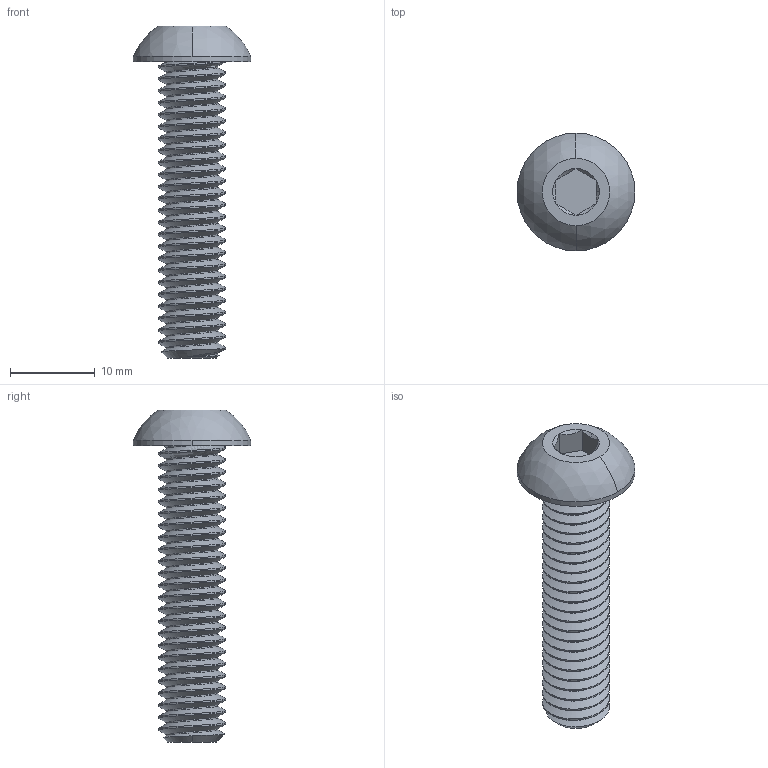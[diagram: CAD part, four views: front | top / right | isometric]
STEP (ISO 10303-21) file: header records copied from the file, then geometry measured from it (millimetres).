
FILE_DESCRIPTION (( 'STEP AP203' ), '1' );
FILE_NAME ('91255A034_ALLOY STEEL BUTTON-HEAD SOCKET CAP SCREW_91255A034_sldprt.STEP', '2023-01-20T01:34:28', ( '' ), ( '' ), 'SwSTEP 2.0', 'SolidWorks 2022', '' );
FILE_SCHEMA (( 'CONFIG_CONTROL_DESIGN' ));
Length unit declared in the file: inch
Products named in the file (1): 91255A034_ALLOY STEEL BUTTON-HEAD SOCKET CAP SCREW_91255A034_sldprt
Bounding box: 13.89 x 13.89 x 39.14 mm (x, y, z)
Volume: 1783.3 mm3; surface area: 1775.5 mm2
Topology: 1 solids, 1 shells, 75 faces, 200 edges, 129 vertices
Faces by surface type: cylinder 51, plane 10, cone 9, bspline 3, sphere 2
Entity records: 6271 total; most frequent: CARTESIAN_POINT 4645, ORIENTED_EDGE 400, DIRECTION 253, EDGE_CURVE 200, VERTEX_POINT 129, AXIS2_PLACEMENT_3D 94, EDGE_LOOP 77, FACE_OUTER_BOUND 75
